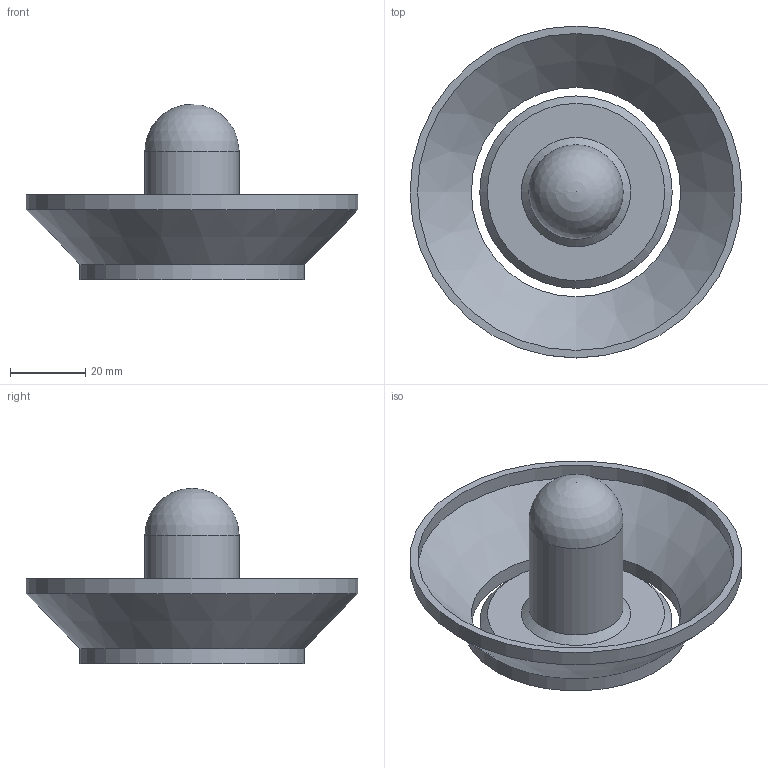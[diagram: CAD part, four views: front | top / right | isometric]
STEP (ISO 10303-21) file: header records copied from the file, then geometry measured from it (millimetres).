
FILE_DESCRIPTION(/* description */ (''),/* implementation_level */ '2;1');
FILE_NAME(/* name */ 'Moka Pot Coffee Funnel and Tamper.step',/* time_stamp */ '2024-10-06T12:01:37-05:00',/* author */ (''),/* organization */ (''),/* preprocessor_version */ 'ST-DEVELOPER v20',/* originating_system */ 'Autodesk Translation Framework v13.20.0.188',/* authorisation */ '');
FILE_SCHEMA (('AUTOMOTIVE_DESIGN { 1 0 10303 214 3 1 1 }'));
Length unit declared in the file: millimetre
Products named in the file (2): (Unsaved); Tamper
Assembly tree (1 placements, depth 2):
  (Unsaved)
    Tamper
Bounding box: 88 x 88 x 46.5 mm (x, y, z)
Volume: 36995.8 mm3; surface area: 20975 mm2
Topology: 2 solids, 2 shells, 15 faces, 28 edges, 17 vertices
Faces by surface type: cylinder 6, cone 4, plane 4, sphere 1
Full cylindrical faces by diameter (mm): 25 x1, 51 x1, 55.5 x1, 59.5 x1, 84 x1, 88 x1
Entity records: 432 total; most frequent: DIRECTION 80, CARTESIAN_POINT 62, ORIENTED_EDGE 54, AXIS2_PLACEMENT_3D 35, EDGE_CURVE 27, EDGE_LOOP 18, CIRCLE 17, VERTEX_POINT 17
